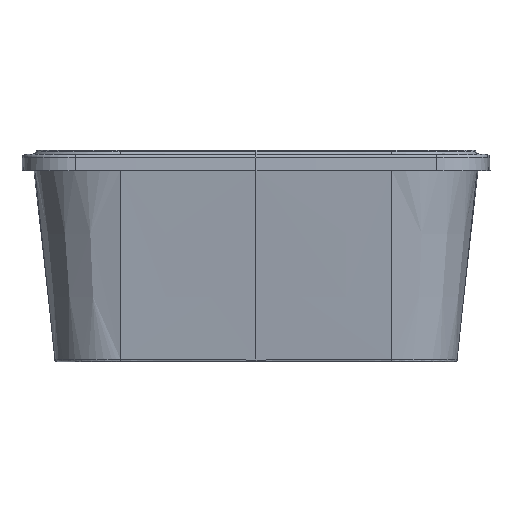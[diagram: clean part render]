
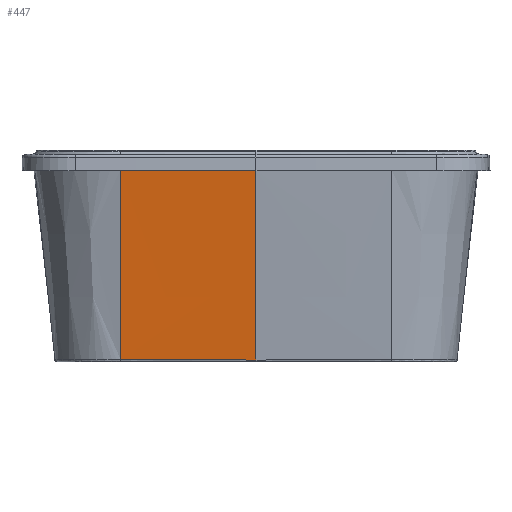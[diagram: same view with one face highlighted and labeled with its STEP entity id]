
A CAD part, left-side view. The second image highlights one B-rep face of the part: STEP entity #447.
In plain terms, the highlighted free-form (B-spline) face has degree [3, 3] with [4, 4] control points.
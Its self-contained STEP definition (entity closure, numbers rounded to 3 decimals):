
#447=ADVANCED_FACE('',(#725),#617,.F.);
#617=B_SPLINE_SURFACE_WITH_KNOTS('',3,3,((#11441,#11442,#11443,#11444),
(#11445,#11446,#11447,#11448),(#11449,#11450,#11451,#11452),(#11453,#11454,
#11455,#11456)),.UNSPECIFIED.,.F.,.F.,.F.,(4,4),(4,4),(0.,1.),(0.,1.),
 .UNSPECIFIED.);
#725=FACE_OUTER_BOUND('',#925,.T.);
#925=EDGE_LOOP('',(#1388,#1389,#1390,#1391));
#1388=ORIENTED_EDGE('',*,*,#2399,.F.);
#1389=ORIENTED_EDGE('',*,*,#2400,.F.);
#1390=ORIENTED_EDGE('',*,*,#2397,.T.);
#1391=ORIENTED_EDGE('',*,*,#2368,.T.);
#2053=VERTEX_POINT('',#10637);
#2054=VERTEX_POINT('',#10721);
#2069=VERTEX_POINT('',#11311);
#2070=VERTEX_POINT('',#11436);
#2368=EDGE_CURVE('',#2053,#2054,#2793,.T.);
#2397=EDGE_CURVE('',#2069,#2053,#2809,.T.);
#2399=EDGE_CURVE('',#2070,#2054,#2811,.T.);
#2400=EDGE_CURVE('',#2069,#2070,#2812,.T.);
#2793=B_SPLINE_CURVE_WITH_KNOTS('',3,(#10722,#10723,#10724,#10725,#10726,
#10727,#10728,#10729,#10730,#10731,#10732,#10733,#10734,#10735,#10736,#10737),
 .UNSPECIFIED.,.F.,.F.,(4,3,3,3,3,4),(0.,0.342,0.593,
0.843,0.969,1.),.UNSPECIFIED.);
#2809=B_SPLINE_CURVE_WITH_KNOTS('',3,(#11307,#11308,#11309,#11310),
 .UNSPECIFIED.,.F.,.F.,(4,4),(0.,1.),.UNSPECIFIED.);
#2811=B_SPLINE_CURVE_WITH_KNOTS('',3,(#11432,#11433,#11434,#11435),
 .UNSPECIFIED.,.F.,.F.,(4,4),(0.,1.),.UNSPECIFIED.);
#2812=B_SPLINE_CURVE_WITH_KNOTS('',3,(#11437,#11438,#11439,#11440),
 .UNSPECIFIED.,.F.,.F.,(4,4),(0.,1.),.UNSPECIFIED.);
#10637=CARTESIAN_POINT('',(-189.93,127.66,-19.209));
#10721=CARTESIAN_POINT('',(-189.543,0.,-19.223));
#10722=CARTESIAN_POINT('',(-189.93,127.66,-19.209));
#10723=CARTESIAN_POINT('',(-189.841,113.107,-19.212));
#10724=CARTESIAN_POINT('',(-189.768,98.553,-19.215));
#10725=CARTESIAN_POINT('',(-189.71,84.,-19.217));
#10726=CARTESIAN_POINT('',(-189.668,73.333,-19.219));
#10727=CARTESIAN_POINT('',(-189.633,62.667,-19.22));
#10728=CARTESIAN_POINT('',(-189.607,52.,-19.221));
#10729=CARTESIAN_POINT('',(-189.58,41.333,-19.222));
#10730=CARTESIAN_POINT('',(-189.562,30.667,-19.223));
#10731=CARTESIAN_POINT('',(-189.552,20.,-19.223));
#10732=CARTESIAN_POINT('',(-189.547,14.667,-19.223));
#10733=CARTESIAN_POINT('',(-189.544,9.333,-19.223));
#10734=CARTESIAN_POINT('',(-189.543,4.,-19.223));
#10735=CARTESIAN_POINT('',(-189.543,2.667,-19.223));
#10736=CARTESIAN_POINT('',(-189.543,1.333,-19.223));
#10737=CARTESIAN_POINT('',(-189.543,0.,-19.223));
#11307=CARTESIAN_POINT('',(-208.734,128.264,159.736));
#11308=CARTESIAN_POINT('',(-202.467,128.063,100.088));
#11309=CARTESIAN_POINT('',(-196.199,127.862,40.439));
#11310=CARTESIAN_POINT('',(-189.93,127.66,-19.209));
#11311=CARTESIAN_POINT('',(-208.734,128.264,159.736));
#11432=CARTESIAN_POINT('',(-209.73,0.,160.49));
#11433=CARTESIAN_POINT('',(-202.627,0.,97.255));
#11434=CARTESIAN_POINT('',(-195.523,0.,34.02));
#11435=CARTESIAN_POINT('',(-188.42,0.,-29.215));
#11436=CARTESIAN_POINT('',(-209.645,0.,159.736));
#11437=CARTESIAN_POINT('',(-208.734,128.264,159.736));
#11438=CARTESIAN_POINT('',(-209.342,85.494,159.736));
#11439=CARTESIAN_POINT('',(-209.645,42.739,159.736));
#11440=CARTESIAN_POINT('',(-209.645,0.,159.736));
#11441=CARTESIAN_POINT('',(-188.889,127.627,-29.106));
#11442=CARTESIAN_POINT('',(-188.577,85.083,-29.179));
#11443=CARTESIAN_POINT('',(-188.42,42.541,-29.215));
#11444=CARTESIAN_POINT('',(-188.42,0.,-29.215));
#11445=CARTESIAN_POINT('',(-195.536,127.84,34.129));
#11446=CARTESIAN_POINT('',(-195.528,85.227,34.056));
#11447=CARTESIAN_POINT('',(-195.523,42.613,34.02));
#11448=CARTESIAN_POINT('',(-195.523,0.,34.02));
#11449=CARTESIAN_POINT('',(-202.181,128.054,97.364));
#11450=CARTESIAN_POINT('',(-202.478,85.371,97.291));
#11451=CARTESIAN_POINT('',(-202.627,42.685,97.255));
#11452=CARTESIAN_POINT('',(-202.627,0.,97.255));
#11453=CARTESIAN_POINT('',(-208.825,128.267,160.599));
#11454=CARTESIAN_POINT('',(-209.429,85.514,160.526));
#11455=CARTESIAN_POINT('',(-209.73,42.757,160.49));
#11456=CARTESIAN_POINT('',(-209.73,0.,160.49));
